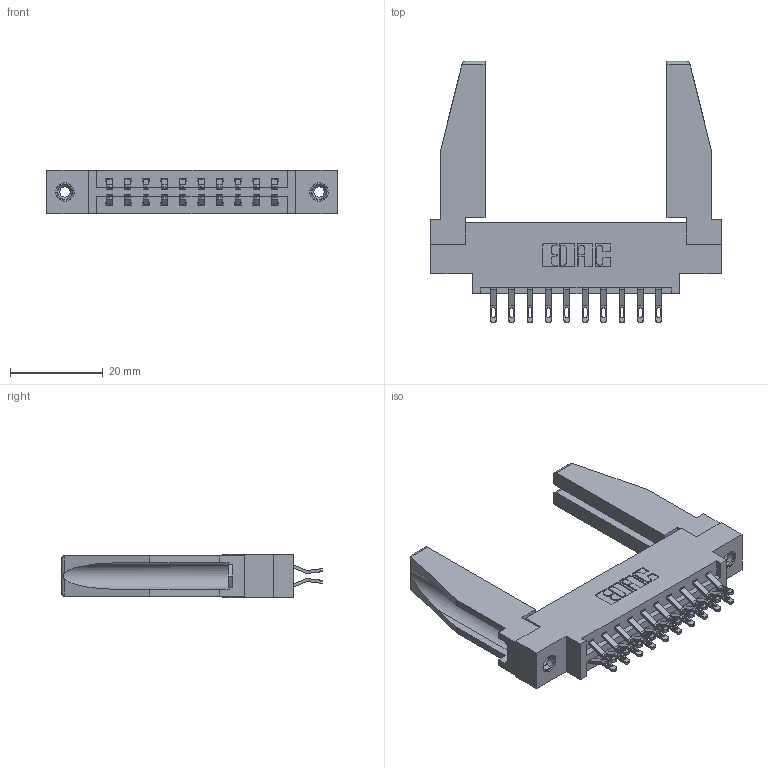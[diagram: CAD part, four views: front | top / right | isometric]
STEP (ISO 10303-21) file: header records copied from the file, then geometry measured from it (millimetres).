
FILE_DESCRIPTION (( 'STEP AP203' ), '1' );
FILE_NAME ('387-020-555-878.STEP', '2019-10-16T15:49:40', ( '' ), ( '' ), 'SwSTEP 2.0', 'SolidWorks 2016', '' );
FILE_SCHEMA (( 'CONFIG_CONTROL_DESIGN' ));
Length unit declared in the file: inch
Products named in the file (5): 345-292-001_555 Tail; 337 Part_0.170 Offset - 0.156 Dia-TI; 387-020-555-878; 345-250-001_345-250-001-102; 307-220-078
Assembly tree (25 placements, depth 2):
  387-020-555-878
    337 Part_0.170 Offset - 0.156 Dia-TI
    345-292-001_555 Tail  x20
    345-250-001_345-250-001-102  x2
    307-220-078  x2
Bounding box: 62.64 x 56.27 x 9.4 mm (x, y, z)
Volume: 10109 mm3; surface area: 10759.9 mm2
Topology: 25 solids, 25 shells, 1448 faces, 4433 edges, 2946 vertices
Faces by surface type: plane 878, cylinder 554, cone 12, torus 4
Entity records: 14790 total; most frequent: CARTESIAN_POINT 2554, ORIENTED_EDGE 2416, DIRECTION 2208, EDGE_CURVE 1208, LINE 1022, VECTOR 1022, VERTEX_POINT 800, AXIS2_PLACEMENT_3D 593
